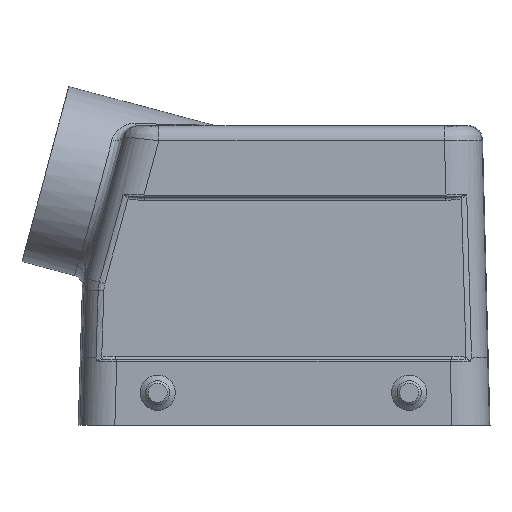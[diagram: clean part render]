
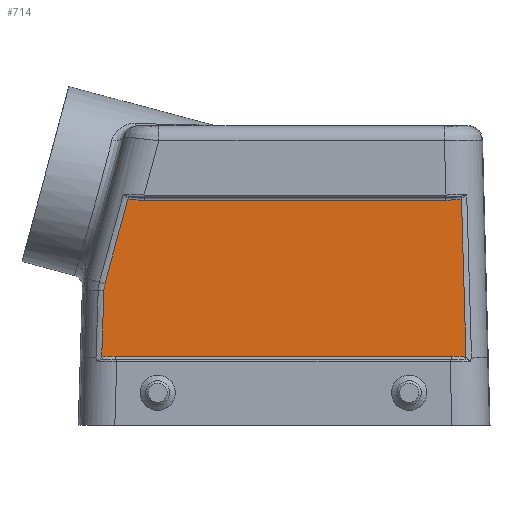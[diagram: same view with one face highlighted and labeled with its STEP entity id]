
A CAD part, left-side view. The second image highlights one B-rep face of the part: STEP entity #714.
In plain terms, the highlighted planar face has unit normal (-1, 0, 0.014).
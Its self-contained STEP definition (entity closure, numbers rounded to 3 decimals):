
#714=ADVANCED_FACE('',(#1138),#1077,.F.);
#1077=PLANE('',#5357);
#1138=FACE_OUTER_BOUND('',#1435,.T.);
#1435=EDGE_LOOP('',(#2192,#2193,#2194,#2195,#2196,#2197,#2198,#2199,#2200,
#2201));
#1862=ELLIPSE('',#5354,2967.005,5.);
#1863=ELLIPSE('',#5355,2866.028,5.);
#1864=ELLIPSE('',#5356,3152.338,5.5);
#2007=B_SPLINE_CURVE_WITH_KNOTS('',3,(#7288,#7289,#7290,#7291,#7292,#7293,
#7294,#7295,#7296,#7297),.UNSPECIFIED.,.F.,.F.,(4,3,3,4),(0.,0.084,
0.531,1.),.UNSPECIFIED.);
#2008=B_SPLINE_CURVE_WITH_KNOTS('',3,(#7301,#7302,#7303,#7304),
 .UNSPECIFIED.,.F.,.F.,(4,4),(0.,1.),.UNSPECIFIED.);
#2009=B_SPLINE_CURVE_WITH_KNOTS('',3,(#7308,#7309,#7310,#7311,#7312,#7313,
#7314),.UNSPECIFIED.,.F.,.F.,(4,3,4),(0.,0.503,1.),
 .UNSPECIFIED.);
#2010=B_SPLINE_CURVE_WITH_KNOTS('',3,(#7318,#7319,#7320,#7321,#7322,#7323,
#7324),.UNSPECIFIED.,.F.,.F.,(4,3,4),(0.,0.3,1.),
 .UNSPECIFIED.);
#2011=B_SPLINE_CURVE_WITH_KNOTS('',3,(#7328,#7329,#7330,#7331,#7332,#7333,
#7334),.UNSPECIFIED.,.F.,.F.,(4,3,4),(0.,0.601,1.),
 .UNSPECIFIED.);
#2192=ORIENTED_EDGE('',*,*,#4181,.F.);
#2193=ORIENTED_EDGE('',*,*,#4182,.F.);
#2194=ORIENTED_EDGE('',*,*,#4183,.F.);
#2195=ORIENTED_EDGE('',*,*,#4184,.F.);
#2196=ORIENTED_EDGE('',*,*,#4185,.F.);
#2197=ORIENTED_EDGE('',*,*,#4186,.F.);
#2198=ORIENTED_EDGE('',*,*,#4187,.F.);
#2199=ORIENTED_EDGE('',*,*,#4188,.F.);
#2200=ORIENTED_EDGE('',*,*,#4189,.F.);
#2201=ORIENTED_EDGE('',*,*,#4190,.F.);
#3712=VERTEX_POINT('',#7286);
#3713=VERTEX_POINT('',#7287);
#3714=VERTEX_POINT('',#7298);
#3715=VERTEX_POINT('',#7300);
#3716=VERTEX_POINT('',#7305);
#3717=VERTEX_POINT('',#7307);
#3718=VERTEX_POINT('',#7315);
#3719=VERTEX_POINT('',#7317);
#3720=VERTEX_POINT('',#7325);
#3721=VERTEX_POINT('',#7327);
#4181=EDGE_CURVE('',#3712,#3713,#4941,.T.);
#4182=EDGE_CURVE('',#3714,#3712,#2007,.T.);
#4183=EDGE_CURVE('',#3715,#3714,#1862,.T.);
#4184=EDGE_CURVE('',#3716,#3715,#2008,.T.);
#4185=EDGE_CURVE('',#3717,#3716,#1863,.T.);
#4186=EDGE_CURVE('',#3718,#3717,#2009,.T.);
#4187=EDGE_CURVE('',#3719,#3718,#4942,.T.);
#4188=EDGE_CURVE('',#3720,#3719,#2010,.T.);
#4189=EDGE_CURVE('',#3721,#3720,#1864,.T.);
#4190=EDGE_CURVE('',#3713,#3721,#2011,.T.);
#4941=LINE('',#7285,#5147);
#4942=LINE('',#7316,#5148);
#5147=VECTOR('',#5930,1.);
#5148=VECTOR('',#5935,1.);
#5354=AXIS2_PLACEMENT_3D('',#7299,#5931,#5932);
#5355=AXIS2_PLACEMENT_3D('',#7306,#5933,#5934);
#5356=AXIS2_PLACEMENT_3D('',#7326,#5936,#5937);
#5357=AXIS2_PLACEMENT_3D('',#7335,#5938,#5939);
#5930=DIRECTION('',(0.,-1.,0.));
#5931=DIRECTION('',(1.,0.,-0.014));
#5932=DIRECTION('',(-0.013,0.26,-0.965));
#5933=DIRECTION('',(1.,0.,-0.014));
#5934=DIRECTION('',(0.014,-0.029,0.999));
#5935=DIRECTION('',(0.,1.,0.));
#5936=DIRECTION('',(1.,0.,-0.014));
#5937=DIRECTION('',(-0.014,-0.026,-1.));
#5938=DIRECTION('',(1.,0.,-0.014));
#5939=DIRECTION('',(0.014,0.,1.));
#7285=CARTESIAN_POINT('',(-26.36,-80.963,-5.158));
#7286=CARTESIAN_POINT('',(-26.36,-20.145,-5.158));
#7287=CARTESIAN_POINT('',(-26.36,-80.119,-5.158));
#7288=CARTESIAN_POINT('',(-26.355,-16.943,-4.807));
#7289=CARTESIAN_POINT('',(-26.356,-17.025,-4.847));
#7290=CARTESIAN_POINT('',(-26.356,-17.111,-4.881));
#7291=CARTESIAN_POINT('',(-26.357,-17.198,-4.91));
#7292=CARTESIAN_POINT('',(-26.359,-17.653,-5.065));
#7293=CARTESIAN_POINT('',(-26.36,-18.144,-5.109));
#7294=CARTESIAN_POINT('',(-26.36,-18.624,-5.133));
#7295=CARTESIAN_POINT('',(-26.36,-19.131,-5.158));
#7296=CARTESIAN_POINT('',(-26.36,-19.638,-5.158));
#7297=CARTESIAN_POINT('',(-26.36,-20.145,-5.158));
#7298=CARTESIAN_POINT('',(-26.355,-16.943,-4.807));
#7299=CARTESIAN_POINT('',(-58.8,606.288,-2328.335));
#7300=CARTESIAN_POINT('',(-26.592,-12.336,-21.741));
#7301=CARTESIAN_POINT('',(-26.611,-12.13,-23.118));
#7302=CARTESIAN_POINT('',(-26.605,-12.145,-22.654));
#7303=CARTESIAN_POINT('',(-26.598,-12.214,-22.189));
#7304=CARTESIAN_POINT('',(-26.592,-12.336,-21.741));
#7305=CARTESIAN_POINT('',(-26.611,-12.13,-23.118));
#7306=CARTESIAN_POINT('',(-58.8,52.684,-2328.335));
#7307=CARTESIAN_POINT('',(-26.796,-11.708,-36.398));
#7308=CARTESIAN_POINT('',(-26.793,-14.389,-36.16));
#7309=CARTESIAN_POINT('',(-26.793,-13.935,-36.16));
#7310=CARTESIAN_POINT('',(-26.793,-13.481,-36.158));
#7311=CARTESIAN_POINT('',(-26.793,-13.028,-36.181));
#7312=CARTESIAN_POINT('',(-26.794,-12.583,-36.204));
#7313=CARTESIAN_POINT('',(-26.794,-12.128,-36.248));
#7314=CARTESIAN_POINT('',(-26.796,-11.708,-36.398));
#7315=CARTESIAN_POINT('',(-26.793,-14.389,-36.16));
#7316=CARTESIAN_POINT('',(-26.793,-80.963,-36.16));
#7317=CARTESIAN_POINT('',(-26.793,-81.288,-36.16));
#7318=CARTESIAN_POINT('',(-26.797,-84.122,-36.419));
#7319=CARTESIAN_POINT('',(-26.795,-83.855,-36.319));
#7320=CARTESIAN_POINT('',(-26.795,-83.571,-36.265));
#7321=CARTESIAN_POINT('',(-26.794,-83.288,-36.23));
#7322=CARTESIAN_POINT('',(-26.793,-82.626,-36.148));
#7323=CARTESIAN_POINT('',(-26.793,-81.955,-36.16));
#7324=CARTESIAN_POINT('',(-26.793,-81.288,-36.16));
#7325=CARTESIAN_POINT('',(-26.797,-84.122,-36.419));
#7326=CARTESIAN_POINT('',(-62.8,-148.121,-2614.786));
#7327=CARTESIAN_POINT('',(-26.356,-83.22,-4.858));
#7328=CARTESIAN_POINT('',(-26.36,-80.119,-5.158));
#7329=CARTESIAN_POINT('',(-26.36,-80.747,-5.158));
#7330=CARTESIAN_POINT('',(-26.36,-81.376,-5.162));
#7331=CARTESIAN_POINT('',(-26.36,-82.001,-5.109));
#7332=CARTESIAN_POINT('',(-26.359,-82.414,-5.074));
#7333=CARTESIAN_POINT('',(-26.358,-82.836,-5.014));
#7334=CARTESIAN_POINT('',(-26.356,-83.22,-4.858));
#7335=CARTESIAN_POINT('',(-26.8,-80.963,-36.653));
